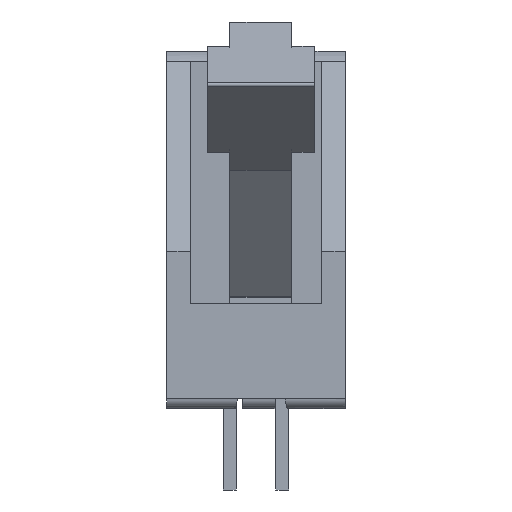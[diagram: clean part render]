
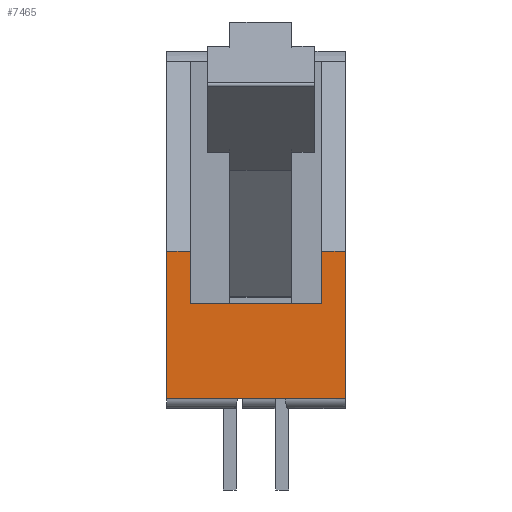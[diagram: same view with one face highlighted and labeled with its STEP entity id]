
A CAD part, left-side view. The second image highlights one B-rep face of the part: STEP entity #7465.
In plain terms, the highlighted planar face has unit normal (-1, 0, 0).
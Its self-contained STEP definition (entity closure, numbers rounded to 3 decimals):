
#188=FACE_OUTER_BOUND($,#677,.T.);
#677=EDGE_LOOP($,(#5025,#5026,#5027,#5028,#5029,#5030,#5031,#5032));
#2635=B_SPLINE_CURVE_WITH_KNOTS($,1,(#10438,#10439),.UNSPECIFIED.,.F.,.F.,
(2,2),(0.,1.),.UNSPECIFIED.);
#2707=B_SPLINE_CURVE_WITH_KNOTS($,1,(#11484,#11485),.UNSPECIFIED.,.F.,.F.,
(2,2),(0.,1.),.UNSPECIFIED.);
#2799=B_SPLINE_CURVE_WITH_KNOTS($,1,(#11902,#11903),.UNSPECIFIED.,.F.,.F.,
(2,2),(0.,1.),.UNSPECIFIED.);
#2800=B_SPLINE_CURVE_WITH_KNOTS($,1,(#11906,#11907),.UNSPECIFIED.,.F.,.F.,
(2,2),(0.,1.),.UNSPECIFIED.);
#2801=B_SPLINE_CURVE_WITH_KNOTS($,1,(#11909,#11910),.UNSPECIFIED.,.F.,.F.,
(2,2),(0.,1.),.UNSPECIFIED.);
#2802=B_SPLINE_CURVE_WITH_KNOTS($,1,(#11912,#11913),.UNSPECIFIED.,.F.,.F.,
(2,2),(0.,1.),.UNSPECIFIED.);
#2803=B_SPLINE_CURVE_WITH_KNOTS($,1,(#11914,#11915),.UNSPECIFIED.,.F.,.F.,
(2,2),(0.,1.),.UNSPECIFIED.);
#2804=B_SPLINE_CURVE_WITH_KNOTS($,1,(#11916,#11917),.UNSPECIFIED.,.F.,.F.,
(2,2),(0.,1.),.UNSPECIFIED.);
#2969=VERTEX_POINT($,#10434);
#2970=VERTEX_POINT($,#10437);
#3041=VERTEX_POINT($,#11480);
#3042=VERTEX_POINT($,#11483);
#3107=VERTEX_POINT($,#11899);
#3108=VERTEX_POINT($,#11905);
#3109=VERTEX_POINT($,#11908);
#3110=VERTEX_POINT($,#11911);
#3707=EDGE_CURVE($,#2969,#2970,#2635,.T.);
#3781=EDGE_CURVE($,#3042,#3041,#2707,.T.);
#3873=EDGE_CURVE($,#2969,#3107,#2799,.T.);
#3874=EDGE_CURVE($,#3107,#3108,#2800,.T.);
#3875=EDGE_CURVE($,#3108,#3109,#2801,.T.);
#3876=EDGE_CURVE($,#3109,#3110,#2802,.T.);
#3877=EDGE_CURVE($,#3110,#3042,#2803,.T.);
#3878=EDGE_CURVE($,#2970,#3041,#2804,.T.);
#5025=ORIENTED_EDGE($,*,*,#3873,.T.);
#5026=ORIENTED_EDGE($,*,*,#3874,.T.);
#5027=ORIENTED_EDGE($,*,*,#3875,.T.);
#5028=ORIENTED_EDGE($,*,*,#3876,.T.);
#5029=ORIENTED_EDGE($,*,*,#3877,.T.);
#5030=ORIENTED_EDGE($,*,*,#3781,.T.);
#5031=ORIENTED_EDGE($,*,*,#3878,.F.);
#5032=ORIENTED_EDGE($,*,*,#3707,.F.);
#7014=PLANE($,#8057);
#7465=ADVANCED_FACE($,(#188),#7014,.T.);
#8057=AXIS2_PLACEMENT_3D($,#11904,#8605,#8606);
#8605=DIRECTION('center_axis',(-1.,0.,0.));
#8606=DIRECTION('ref_axis',(0.,0.,1.));
#10434=CARTESIAN_POINT('',(-26.162,-4.318,7.62));
#10437=CARTESIAN_POINT('',(-26.162,-4.318,0.508));
#10438=CARTESIAN_POINT('Ctrl Pts',(-26.162,-4.318,7.62));
#10439=CARTESIAN_POINT('Ctrl Pts',(-26.162,-4.318,0.508));
#11480=CARTESIAN_POINT('',(-26.162,4.318,0.508));
#11483=CARTESIAN_POINT('',(-26.162,4.318,7.62));
#11484=CARTESIAN_POINT('Ctrl Pts',(-26.162,4.318,7.62));
#11485=CARTESIAN_POINT('Ctrl Pts',(-26.162,4.318,0.508));
#11899=CARTESIAN_POINT('',(-26.162,-3.175,7.62));
#11902=CARTESIAN_POINT('Ctrl Pts',(-26.162,-4.318,7.62));
#11903=CARTESIAN_POINT('Ctrl Pts',(-26.162,-3.175,7.62));
#11904=CARTESIAN_POINT('Origin',(-26.162,4.491,7.762));
#11905=CARTESIAN_POINT('',(-26.162,-3.175,5.08));
#11906=CARTESIAN_POINT('Ctrl Pts',(-26.162,-3.175,7.62));
#11907=CARTESIAN_POINT('Ctrl Pts',(-26.162,-3.175,5.08));
#11908=CARTESIAN_POINT('',(-26.162,3.175,5.08));
#11909=CARTESIAN_POINT('Ctrl Pts',(-26.162,-3.175,5.08));
#11910=CARTESIAN_POINT('Ctrl Pts',(-26.162,3.175,5.08));
#11911=CARTESIAN_POINT('',(-26.162,3.175,7.62));
#11912=CARTESIAN_POINT('Ctrl Pts',(-26.162,3.175,5.08));
#11913=CARTESIAN_POINT('Ctrl Pts',(-26.162,3.175,7.62));
#11914=CARTESIAN_POINT('Ctrl Pts',(-26.162,3.175,7.62));
#11915=CARTESIAN_POINT('Ctrl Pts',(-26.162,4.318,7.62));
#11916=CARTESIAN_POINT('Ctrl Pts',(-26.162,-4.318,0.508));
#11917=CARTESIAN_POINT('Ctrl Pts',(-26.162,4.318,0.508));
